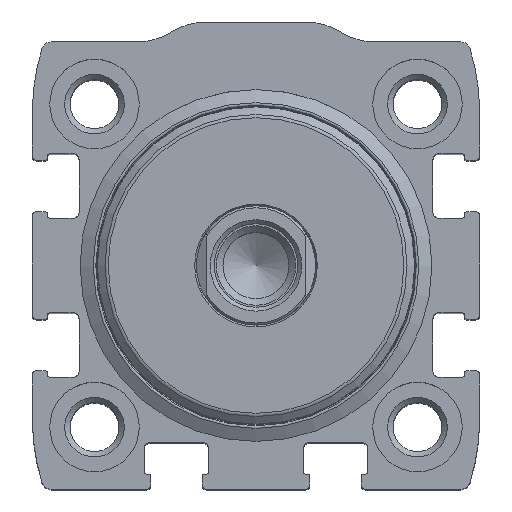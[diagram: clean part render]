
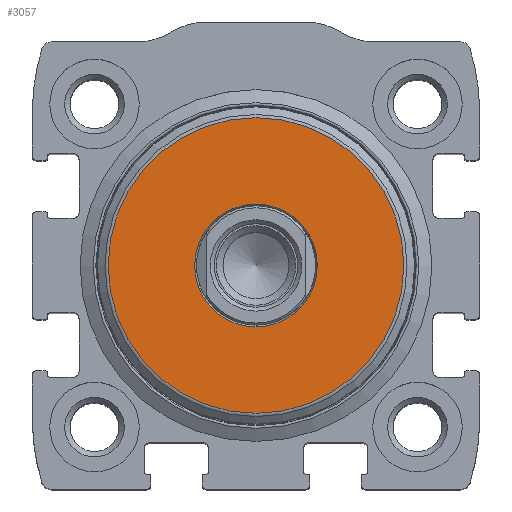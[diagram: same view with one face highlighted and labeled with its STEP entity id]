
A CAD part, top view. The second image highlights one B-rep face of the part: STEP entity #3057.
In plain terms, the highlighted planar face has unit normal (0, 0, 1).
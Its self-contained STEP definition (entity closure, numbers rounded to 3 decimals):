
#222=CIRCLE('',#3426,14.875);
#223=CIRCLE('',#3428,6.173);
#1095=ORIENTED_EDGE('',*,*,#1547,.T.);
#1096=ORIENTED_EDGE('',*,*,#1546,.F.);
#1546=EDGE_CURVE('',#1851,#1851,#222,.T.);
#1547=EDGE_CURVE('',#1852,#1852,#223,.T.);
#1851=VERTEX_POINT('',#5252);
#1852=VERTEX_POINT('',#5255);
#2544=EDGE_LOOP('',(#1095));
#2545=EDGE_LOOP('',(#1096));
#2786=FACE_BOUND('',#2544,.T.);
#2787=FACE_BOUND('',#2545,.T.);
#2890=PLANE('',#3427);
#3057=ADVANCED_FACE('',(#2786,#2787),#2890,.T.);
#3426=AXIS2_PLACEMENT_3D('',#5251,#4336,#4337);
#3427=AXIS2_PLACEMENT_3D('',#5253,#4338,#4339);
#3428=AXIS2_PLACEMENT_3D('',#5254,#4340,#4341);
#4336=DIRECTION('',(0.,0.,-1.));
#4337=DIRECTION('',(-1.,0.,0.));
#4338=DIRECTION('',(0.,0.,1.));
#4339=DIRECTION('',(1.,0.,0.));
#4340=DIRECTION('',(0.,0.,-1.));
#4341=DIRECTION('',(-1.,0.,0.));
#5251=CARTESIAN_POINT('',(0.,0.,49.3));
#5252=CARTESIAN_POINT('',(-14.875,0.,49.3));
#5253=CARTESIAN_POINT('',(0.,14.875,49.3));
#5254=CARTESIAN_POINT('',(0.,0.,49.3));
#5255=CARTESIAN_POINT('',(-6.173,0.,49.3));
